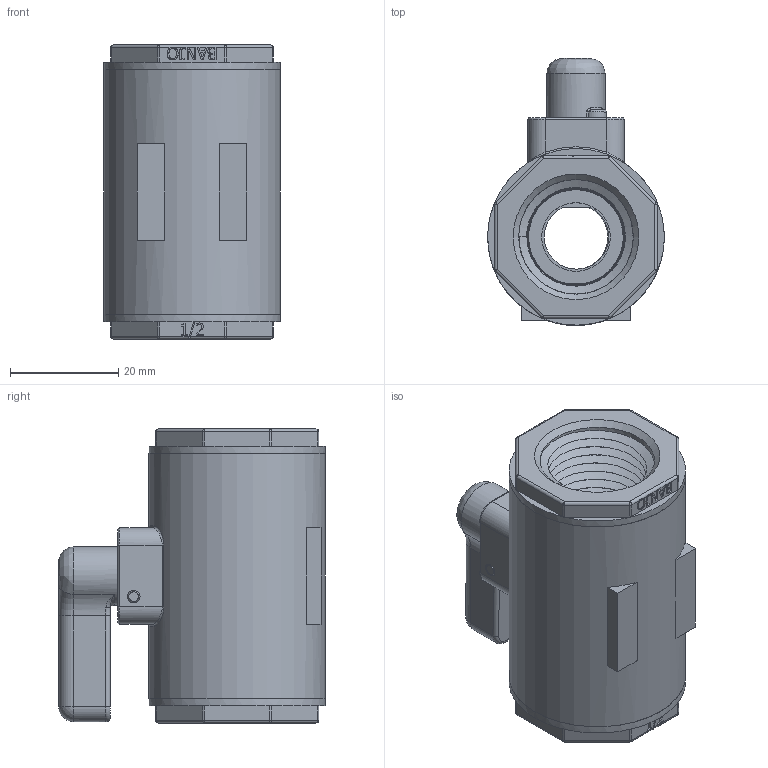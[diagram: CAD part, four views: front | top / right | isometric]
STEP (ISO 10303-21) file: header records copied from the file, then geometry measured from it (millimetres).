
FILE_DESCRIPTION((''),'2;1');
FILE_NAME('LV050V.stp','2012-09-12T10:17:05',('areid'),(''),'Autodesk Inventor 2012','Autodesk Inventor 2012','');
FILE_SCHEMA(('AUTOMOTIVE_DESIGN { 1 0 10303 214 1 1 1 1 }'));
Length unit declared in the file: inch
Products named in the file (9): LV050V; LV050SUBV; LV05254A; LV02153B; AQ010V; WS10002; LEV05255; LV05256; LV05258V
Assembly tree (10 placements, depth 3):
  LV050V
    LV050SUBV
      LV05254A
      LV02153B
      AQ010V
      WS10002
      LEV05255
    LV05256  x2
    LV05258V  x2
Bounding box: 32.64 x 49.36 x 54.41 mm (x, y, z)
Volume: 35142.8 mm3; surface area: 25510.5 mm2
Topology: 9 solids, 9 shells, 664 faces, 1640 edges, 1036 vertices
Faces by surface type: plane 280, bspline 145, cylinder 139, torus 46, cone 28, sphere 26
Full cylindrical faces by diameter (mm): 2.286 x8, 2.362 x3, 6.35 x1, 6.375 x1, 9.347 x1, 9.449 x1, 9.525 x1, 9.55 x1, 10.795 x1, 12.7 x2, 13.741 x2, 25.908 x2, 26.01 x2, 26.264 x2, 26.975 x2, 29.464 x2, 32.639 x3
Entity records: 18026 total; most frequent: CARTESIAN_POINT 7423, ORIENTED_EDGE 2192, DIRECTION 1933, EDGE_CURVE 1096, AXIS2_PLACEMENT_3D 726, VERTEX_POINT 716, EDGE_LOOP 580, VECTOR 481
